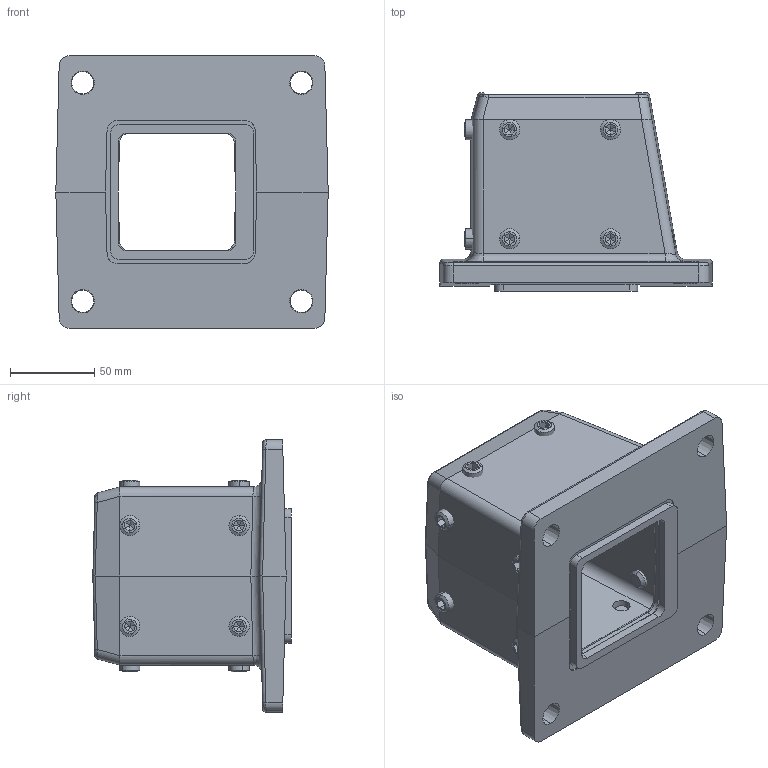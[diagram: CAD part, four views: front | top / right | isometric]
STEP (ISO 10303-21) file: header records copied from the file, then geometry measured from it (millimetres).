
FILE_DESCRIPTION (( 'STEP AP214' ), '1' );
FILE_NAME ('49817400.STEP', '2014-07-18T05:34:02', ( '' ), ( '' ), 'SwSTEP 2.0', 'SolidWorks 2013', '' );
FILE_SCHEMA (( 'AUTOMOTIVE_DESIGN' ));
Length unit declared in the file: millimetre
Products named in the file (5): 93231; 93232; 12649; 49817400; 82117
Assembly tree (16 placements, depth 2):
  49817400
    12649
    93232  x12
    93231  x2
    82117
Bounding box: 162 x 118 x 162 mm (x, y, z)
Volume: 756802.8 mm3; surface area: 146784.8 mm2
Topology: 16 solids, 16 shells, 486 faces, 1082 edges, 633 vertices
Faces by surface type: plane 251, cylinder 135, cone 64, bspline 34, torus 2
Entity records: 9406 total; most frequent: CARTESIAN_POINT 3342, ORIENTED_EDGE 1252, DIRECTION 1040, EDGE_CURVE 626, VERTEX_POINT 381, AXIS2_PLACEMENT_3D 363, LINE 314, VECTOR 314
